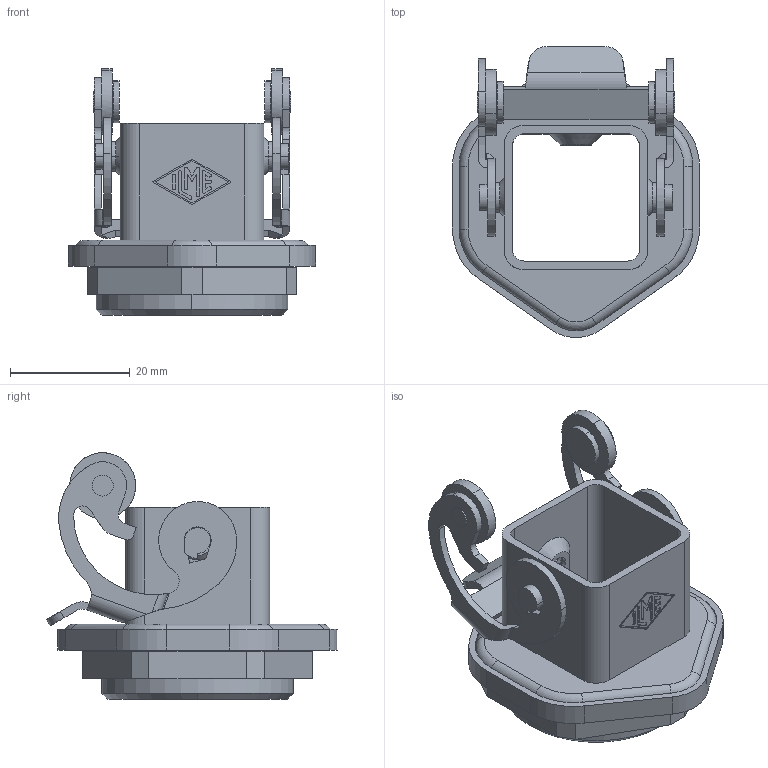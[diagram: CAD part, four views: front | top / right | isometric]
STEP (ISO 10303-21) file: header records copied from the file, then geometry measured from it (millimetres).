
FILE_DESCRIPTION(('Creo Elements/Direct Modeling STEP Export'),'2;1');
FILE_NAME('0ln7uvk59sn6ecq3488','2021-03-25T14:25:51',(''),(''),'Creo Elements/Direct Modeling STEP processor for AP214 (Solid Model)','Creo Elements/Direct Modeling 20.1B 02-Apr-2019 (C) Parametric Technology GmbH','');
FILE_SCHEMA(('AUTOMOTIVE_DESIGN { 1 0 10303 214 1 1 1 1 }'));
Length unit declared in the file: millimetre
Products named in the file (4): MKAX_IFC; Counternut
Assembly tree (2 placements, depth 2):
  MKAX_IFC
    MKAX_IFC
  Counternut
    Counternut
Bounding box: 41.2 x 48.52 x 41.13 mm (x, y, z)
Volume: 12293.1 mm3; surface area: 12684.2 mm2
Topology: 2 solids, 2 shells, 295 faces, 798 edges, 525 vertices
Faces by surface type: plane 146, cylinder 132, cone 11, torus 6
Entity records: 12954 total; most frequent: CARTESIAN_POINT 4051, ORIENTED_EDGE 1596, DIRECTION 1508, EDGE_CURVE 798, AXIS2_PLACEMENT_3D 526, VERTEX_POINT 525, VECTOR 456, LINE 456
